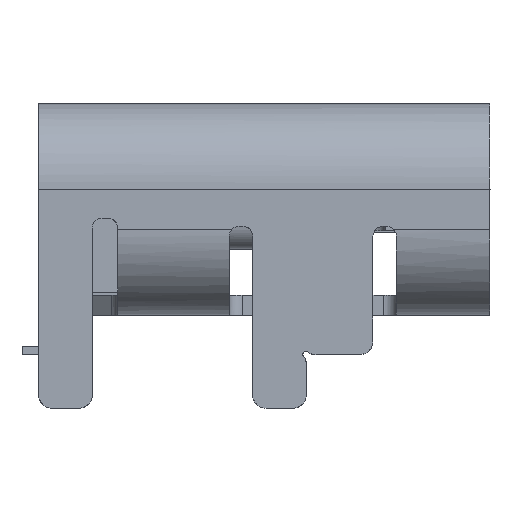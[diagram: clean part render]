
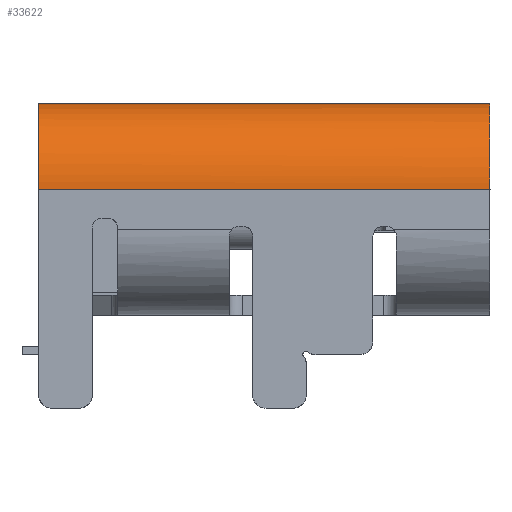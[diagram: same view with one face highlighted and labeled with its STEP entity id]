
A CAD part, left-side view. The second image highlights one B-rep face of the part: STEP entity #33622.
In plain terms, the highlighted cylindrical face has radius 1.28 mm (diameter 2.56 mm), a partial arc.
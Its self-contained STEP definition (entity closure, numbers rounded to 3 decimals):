
#756 = DIRECTION ( 'NONE',  ( 0., -1., 0. ) ) ;
#2007 = VERTEX_POINT ( 'NONE', #6685 ) ;
#2053 = ORIENTED_EDGE ( 'NONE', *, *, #7052, .T. ) ;
#2736 = CARTESIAN_POINT ( 'NONE',  ( -3.19, -4.2, -5.183 ) ) ;
#3363 = CARTESIAN_POINT ( 'NONE',  ( -3.585, -4.2, -5.245 ) ) ;
#3567 = CARTESIAN_POINT ( 'NONE',  ( -3.641, -4.2, -5.265 ) ) ;
#3949 = EDGE_CURVE ( 'NONE', #14377, #2007, #25065, .T. ) ;
#6231 = CARTESIAN_POINT ( 'NONE',  ( -3.19, -4.2, -5.183 ) ) ;
#6348 = CARTESIAN_POINT ( 'NONE',  ( -4.345, -4.2, -5.911 ) ) ;
#6685 = CARTESIAN_POINT ( 'NONE',  ( -4.47, 2.55, -6.463 ) ) ;
#7052 = EDGE_CURVE ( 'NONE', #2007, #32397, #37200, .T. ) ;
#9390 = AXIS2_PLACEMENT_3D ( 'NONE', #23798, #756, #17210 ) ;
#10765 = FACE_OUTER_BOUND ( 'NONE', #28359, .T. ) ;
#11212 = DIRECTION ( 'NONE',  ( 0., -1., 0. ) ) ;
#12346 = CARTESIAN_POINT ( 'NONE',  ( -3.977, 2.55, -5.439 ) ) ;
#12361 = EDGE_CURVE ( 'NONE', #27947, #32397, #30593, .T. ) ;
#12755 = CARTESIAN_POINT ( 'NONE',  ( -4.47, 2.55, -6.463 ) ) ;
#12988 = CARTESIAN_POINT ( 'NONE',  ( -4.47, -4.2, -6.3 ) ) ;
#13189 = CARTESIAN_POINT ( 'NONE',  ( -3.527, -4.2, -5.227 ) ) ;
#13283 = LINE ( 'NONE', #36464, #26014 ) ;
#13787 = CYLINDRICAL_SURFACE ( 'NONE', #9390, 1.28 ) ;
#14377 = VERTEX_POINT ( 'NONE', #15312 ) ;
#15312 = CARTESIAN_POINT ( 'NONE',  ( -3.19, 2.55, -5.183 ) ) ;
#15740 = CARTESIAN_POINT ( 'NONE',  ( -3.525, 2.55, -5.216 ) ) ;
#16064 = DIRECTION ( 'NONE',  ( 0., -1., 0. ) ) ;
#17210 = DIRECTION ( 'NONE',  ( 1., 0., 0. ) ) ;
#18998 = CARTESIAN_POINT ( 'NONE',  ( -4.363, -4.2, -5.951 ) ) ;
#19212 = CARTESIAN_POINT ( 'NONE',  ( -3.391, -4.2, -5.194 ) ) ;
#22787 = CARTESIAN_POINT ( 'NONE',  ( -4.24, -4.2, -5.721 ) ) ;
#23353 = ORIENTED_EDGE ( 'NONE', *, *, #30183, .F. ) ;
#23798 = CARTESIAN_POINT ( 'NONE',  ( -3.19, -2.45, -6.463 ) ) ;
#25065 = B_SPLINE_CURVE_WITH_KNOTS ( 'NONE', 3,
 ( #28079, #28693, #15740, #25097, #12346, #28503, #38056, #25292, #38691, #12755 ),
 .UNSPECIFIED., .F., .F.,
 ( 4, 2, 2, 2, 4 ),
 ( 0., 0.25, 0.5, 0.75, 1. ),
 .UNSPECIFIED. ) ;
#25097 = CARTESIAN_POINT ( 'NONE',  ( -3.835, 2.55, -5.344 ) ) ;
#25292 = CARTESIAN_POINT ( 'NONE',  ( -4.437, 2.55, -6.128 ) ) ;
#25334 = CARTESIAN_POINT ( 'NONE',  ( -4.47, -4.2, -6.463 ) ) ;
#25944 = CARTESIAN_POINT ( 'NONE',  ( -4.373, -4.2, -5.973 ) ) ;
#26014 = VECTOR ( 'NONE', #16064, 1000. ) ;
#26151 = CARTESIAN_POINT ( 'NONE',  ( -4.157, -4.2, -5.62 ) ) ;
#27947 = VERTEX_POINT ( 'NONE', #6231 ) ;
#28079 = CARTESIAN_POINT ( 'NONE',  ( -3.19, 2.55, -5.183 ) ) ;
#28359 = EDGE_LOOP ( 'NONE', ( #36628, #2053, #28594, #23353 ) ) ;
#28503 = CARTESIAN_POINT ( 'NONE',  ( -4.214, 2.55, -5.676 ) ) ;
#28594 = ORIENTED_EDGE ( 'NONE', *, *, #12361, .F. ) ;
#28693 = CARTESIAN_POINT ( 'NONE',  ( -3.358, 2.55, -5.183 ) ) ;
#28735 = CARTESIAN_POINT ( 'NONE',  ( -4.44, -4.2, -6.143 ) ) ;
#30183 = EDGE_CURVE ( 'NONE', #14377, #27947, #13283, .T. ) ;
#30593 = B_SPLINE_CURVE_WITH_KNOTS ( 'NONE', 3,
 ( #2736, #32149, #19212, #13189, #3363, #31940, #3567, #42091, #38919, #26151, #22787, #38727, #6348, #18998, #25944, #28735, #12988, #25334 ),
 .UNSPECIFIED., .F., .F.,
 ( 4, 1, 1, 2, 2, 2, 1, 1, 2, 2, 4 ),
 ( 0., 0.125, 0.187, 0.219, 0.25, 0.5, 0.625, 0.688, 0.719, 0.75, 1. ),
 .UNSPECIFIED. ) ;
#30620 = CARTESIAN_POINT ( 'NONE',  ( -4.47, -2.45, -6.463 ) ) ;
#31940 = CARTESIAN_POINT ( 'NONE',  ( -3.623, -4.2, -5.258 ) ) ;
#32149 = CARTESIAN_POINT ( 'NONE',  ( -3.271, -4.2, -5.183 ) ) ;
#32397 = VERTEX_POINT ( 'NONE', #39047 ) ;
#33622 = ADVANCED_FACE ( 'NONE', ( #10765 ), #13787, .T. ) ;
#33708 = VECTOR ( 'NONE', #11212, 1000. ) ;
#36464 = CARTESIAN_POINT ( 'NONE',  ( -3.19, -0.7, -5.183 ) ) ;
#36628 = ORIENTED_EDGE ( 'NONE', *, *, #3949, .T. ) ;
#37200 = LINE ( 'NONE', #30620, #33708 ) ;
#38056 = CARTESIAN_POINT ( 'NONE',  ( -4.308, 2.55, -5.818 ) ) ;
#38691 = CARTESIAN_POINT ( 'NONE',  ( -4.47, 2.55, -6.295 ) ) ;
#38727 = CARTESIAN_POINT ( 'NONE',  ( -4.317, -4.2, -5.852 ) ) ;
#38919 = CARTESIAN_POINT ( 'NONE',  ( -3.97, -4.2, -5.433 ) ) ;
#39047 = CARTESIAN_POINT ( 'NONE',  ( -4.47, -4.2, -6.463 ) ) ;
#42091 = CARTESIAN_POINT ( 'NONE',  ( -3.825, -4.2, -5.338 ) ) ;
